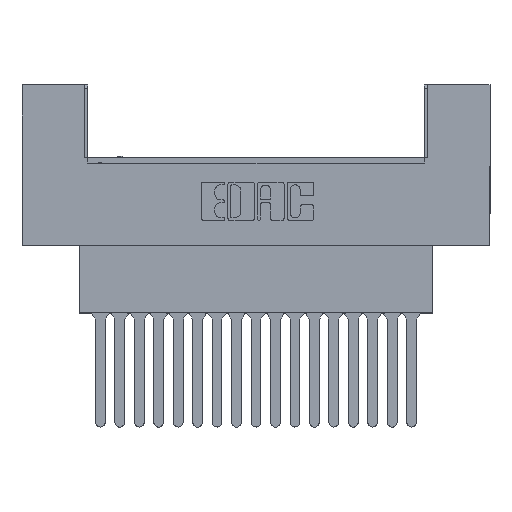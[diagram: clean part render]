
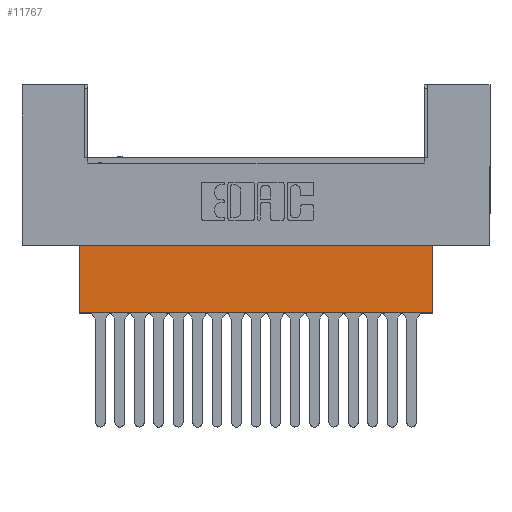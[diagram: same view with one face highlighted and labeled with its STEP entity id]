
A CAD part, top view. The second image highlights one B-rep face of the part: STEP entity #11767.
In plain terms, the highlighted planar face has unit normal (0, 0, 1).
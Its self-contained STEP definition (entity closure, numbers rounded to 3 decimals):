
#682 = DIRECTION ( 'NONE',  ( 0., 0., -1. ) ) ;
#1679 = ORIENTED_EDGE ( 'NONE', *, *, #6053, .F. ) ;
#2923 = VECTOR ( 'NONE', #17381, 1000. ) ;
#3757 = EDGE_LOOP ( 'NONE', ( #1679, #17852, #11917, #17460 ) ) ;
#3982 = CARTESIAN_POINT ( 'NONE',  ( 7.468, -8.814, -3.962 ) ) ;
#5890 = VECTOR ( 'NONE', #20253, 1000. ) ;
#6053 = EDGE_CURVE ( 'NONE', #8907, #10015, #20606, .T. ) ;
#8683 = CARTESIAN_POINT ( 'NONE',  ( 7.468, -8.814, -3.962 ) ) ;
#8846 = LINE ( 'NONE', #9067, #5890 ) ;
#8907 = VERTEX_POINT ( 'NONE', #18078 ) ;
#9067 = CARTESIAN_POINT ( 'NONE',  ( 53.645, -8.814, -3.962 ) ) ;
#9429 = VECTOR ( 'NONE', #15216, 1000. ) ;
#10015 = VERTEX_POINT ( 'NONE', #8683 ) ;
#10169 = CARTESIAN_POINT ( 'NONE',  ( 61.112, 0., -3.962 ) ) ;
#10417 = EDGE_CURVE ( 'NONE', #10015, #16920, #13595, .T. ) ;
#10806 = CARTESIAN_POINT ( 'NONE',  ( 53.645, 0., -3.962 ) ) ;
#11767 = ADVANCED_FACE ( 'NONE', ( #14127 ), #15783, .F. ) ;
#11917 = ORIENTED_EDGE ( 'NONE', *, *, #19028, .T. ) ;
#13595 = LINE ( 'NONE', #3982, #20078 ) ;
#14127 = FACE_OUTER_BOUND ( 'NONE', #3757, .T. ) ;
#15216 = DIRECTION ( 'NONE',  ( -1., 0., 0. ) ) ;
#15783 = PLANE ( 'NONE',  #23591 ) ;
#16920 = VERTEX_POINT ( 'NONE', #23795 ) ;
#17381 = DIRECTION ( 'NONE',  ( -1., 0., 0. ) ) ;
#17460 = ORIENTED_EDGE ( 'NONE', *, *, #10417, .F. ) ;
#17852 = ORIENTED_EDGE ( 'NONE', *, *, #18540, .F. ) ;
#18078 = CARTESIAN_POINT ( 'NONE',  ( 53.645, -8.814, -3.962 ) ) ;
#18540 = EDGE_CURVE ( 'NONE', #23497, #8907, #8846, .T. ) ;
#19028 = EDGE_CURVE ( 'NONE', #23497, #16920, #21455, .T. ) ;
#19657 = DIRECTION ( 'NONE',  ( 0., 1., 0. ) ) ;
#20078 = VECTOR ( 'NONE', #22922, 1000. ) ;
#20253 = DIRECTION ( 'NONE',  ( 0., -1., 0. ) ) ;
#20606 = LINE ( 'NONE', #22750, #9429 ) ;
#21455 = LINE ( 'NONE', #10169, #2923 ) ;
#22750 = CARTESIAN_POINT ( 'NONE',  ( 61.112, -8.814, -3.962 ) ) ;
#22922 = DIRECTION ( 'NONE',  ( 0., 1., 0. ) ) ;
#23382 = CARTESIAN_POINT ( 'NONE',  ( 61.112, 0., -3.962 ) ) ;
#23497 = VERTEX_POINT ( 'NONE', #10806 ) ;
#23591 = AXIS2_PLACEMENT_3D ( 'NONE', #23382, #682, #19657 ) ;
#23795 = CARTESIAN_POINT ( 'NONE',  ( 7.468, 0., -3.962 ) ) ;
